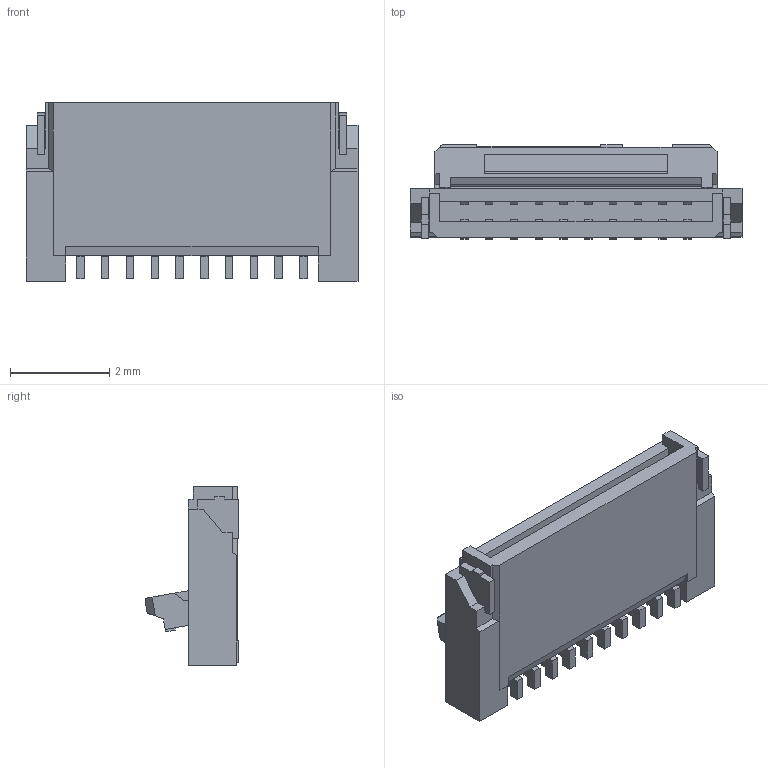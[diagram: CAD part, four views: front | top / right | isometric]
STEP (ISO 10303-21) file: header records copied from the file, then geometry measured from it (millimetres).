
FILE_DESCRIPTION((''),'2;1');
FILE_NAME('5034801000','2017-05-22T',('ghp'),(''),'PRO/ENGINEER BY PARAMETRIC TECHNOLOGY CORPORATION, 2012310','PRO/ENGINEER BY PARAMETRIC TECHNOLOGY CORPORATION, 2012310','');
FILE_SCHEMA(('CONFIG_CONTROL_DESIGN'));
Length unit declared in the file: millimetre
Products named in the file (1): 5034801000
Bounding box: 6.7 x 1.9 x 3.6 mm (x, y, z)
Volume: 16.6 mm3; surface area: 121.7 mm2
Topology: 1 solids, 1 shells, 518 faces, 1465 edges, 990 vertices
Faces by surface type: plane 486, cylinder 32
Entity records: 16498 total; most frequent: CARTESIAN_POINT 2934, ORIENTED_EDGE 2834, DIRECTION 2567, EDGE_CURVE 1417, VECTOR 1397, LINE 1397, VERTEX_POINT 942, AXIS2_PLACEMENT_3D 585
